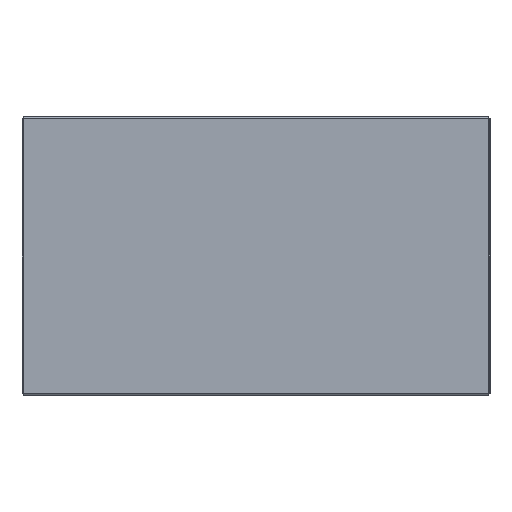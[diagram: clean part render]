
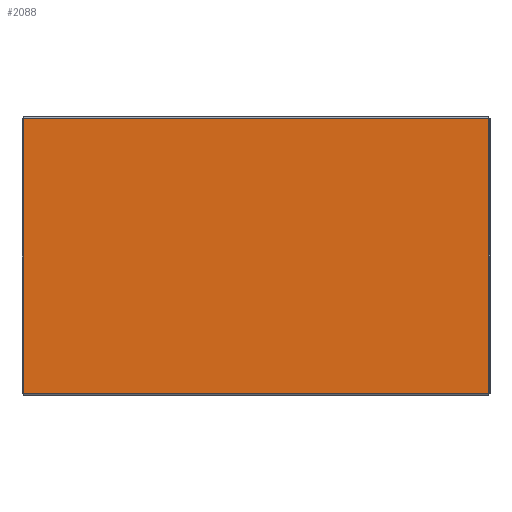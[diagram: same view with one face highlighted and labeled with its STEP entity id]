
A CAD part, front view. The second image highlights one B-rep face of the part: STEP entity #2088.
In plain terms, the highlighted planar face has unit normal (0, -1, 0).
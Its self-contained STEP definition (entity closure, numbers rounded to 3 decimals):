
#3 = CARTESIAN_POINT ( 'NONE',  ( 353., -1.2, -207.8 ) ) ;
#32 = VERTEX_POINT ( 'NONE', #2137 ) ;
#118 = EDGE_CURVE ( 'NONE', #1588, #382, #1636, .T. ) ;
#175 = CARTESIAN_POINT ( 'NONE',  ( -350.8, -1.2, -207.8 ) ) ;
#179 = VECTOR ( 'NONE', #822, 1000. ) ;
#238 = AXIS2_PLACEMENT_3D ( 'NONE', #1675, #1251, #848 ) ;
#382 = VERTEX_POINT ( 'NONE', #1299 ) ;
#444 = ORIENTED_EDGE ( 'NONE', *, *, #612, .F. ) ;
#554 = VERTEX_POINT ( 'NONE', #1002 ) ;
#603 = VECTOR ( 'NONE', #2655, 1000. ) ;
#612 = EDGE_CURVE ( 'NONE', #382, #554, #2469, .T. ) ;
#627 = FACE_OUTER_BOUND ( 'NONE', #1969, .T. ) ;
#634 = VECTOR ( 'NONE', #2241, 1000. ) ;
#736 = DIRECTION ( 'NONE',  ( 1., 0., 0. ) ) ;
#822 = DIRECTION ( 'NONE',  ( -1., 0., 0. ) ) ;
#848 = DIRECTION ( 'NONE',  ( 0., 0., 1. ) ) ;
#966 = CARTESIAN_POINT ( 'NONE',  ( -350.8, -1.2, 207.8 ) ) ;
#1002 = CARTESIAN_POINT ( 'NONE',  ( 350.8, -1.2, -207.8 ) ) ;
#1043 = LINE ( 'NONE', #3, #179 ) ;
#1168 = CARTESIAN_POINT ( 'NONE',  ( 353., -1.2, 207.8 ) ) ;
#1174 = LINE ( 'NONE', #175, #634 ) ;
#1190 = EDGE_CURVE ( 'NONE', #32, #1588, #1174, .T. ) ;
#1251 = DIRECTION ( 'NONE',  ( 0., 1., 0. ) ) ;
#1299 = CARTESIAN_POINT ( 'NONE',  ( 350.8, -1.2, 207.8 ) ) ;
#1320 = ORIENTED_EDGE ( 'NONE', *, *, #1948, .F. ) ;
#1472 = PLANE ( 'NONE',  #238 ) ;
#1560 = ORIENTED_EDGE ( 'NONE', *, *, #118, .F. ) ;
#1588 = VERTEX_POINT ( 'NONE', #966 ) ;
#1636 = LINE ( 'NONE', #1168, #2420 ) ;
#1675 = CARTESIAN_POINT ( 'NONE',  ( 0., -1.2, 0. ) ) ;
#1811 = ORIENTED_EDGE ( 'NONE', *, *, #1190, .F. ) ;
#1830 = CARTESIAN_POINT ( 'NONE',  ( 350.8, -1.2, 207.8 ) ) ;
#1948 = EDGE_CURVE ( 'NONE', #554, #32, #1043, .T. ) ;
#1969 = EDGE_LOOP ( 'NONE', ( #444, #1560, #1811, #1320 ) ) ;
#2088 = ADVANCED_FACE ( 'NONE', ( #627 ), #1472, .F. ) ;
#2137 = CARTESIAN_POINT ( 'NONE',  ( -350.8, -1.2, -207.8 ) ) ;
#2241 = DIRECTION ( 'NONE',  ( 0., 0., 1. ) ) ;
#2420 = VECTOR ( 'NONE', #736, 1000. ) ;
#2469 = LINE ( 'NONE', #1830, #603 ) ;
#2655 = DIRECTION ( 'NONE',  ( 0., 0., -1. ) ) ;
